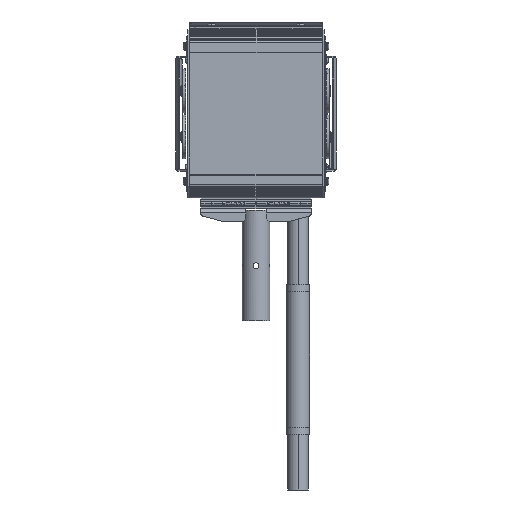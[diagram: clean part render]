
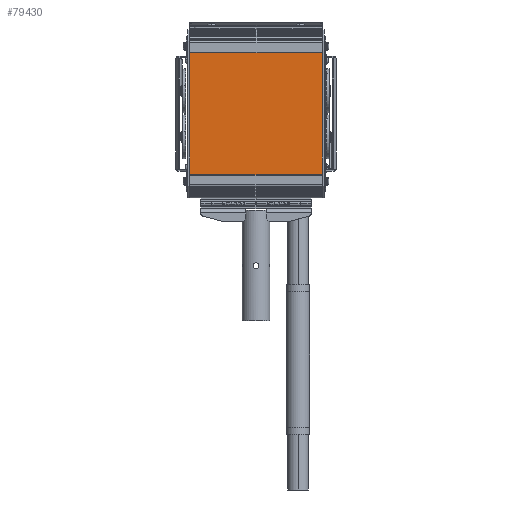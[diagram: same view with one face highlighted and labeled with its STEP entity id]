
A CAD part, front view. The second image highlights one B-rep face of the part: STEP entity #79430.
In plain terms, the highlighted planar face has unit normal (0, -1, 0).
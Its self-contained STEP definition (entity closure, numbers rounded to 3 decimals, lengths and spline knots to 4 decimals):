
#316 = CARTESIAN_POINT ( 'NONE',  ( -2.9975, -1.72, 3. ) ) ;
#6292 = VECTOR ( 'NONE', #64908, 39.3701 ) ;
#9090 = CARTESIAN_POINT ( 'NONE',  ( 3.0025, -1.72, -3. ) ) ;
#10854 = DIRECTION ( 'NONE',  ( 0., 1., 0. ) ) ;
#14211 = CARTESIAN_POINT ( 'NONE',  ( 0.0025, -1.72, 3. ) ) ;
#14430 = CARTESIAN_POINT ( 'NONE',  ( 0.0025, -1.72, -3. ) ) ;
#14603 = FACE_OUTER_BOUND ( 'NONE', #18898, .T. ) ;
#15894 = EDGE_CURVE ( 'NONE', #72565, #56387, #40904, .T. ) ;
#17923 = EDGE_CURVE ( 'NONE', #56387, #24285, #68239, .T. ) ;
#18898 = EDGE_LOOP ( 'NONE', ( #55148, #62489, #48036, #57791 ) ) ;
#20670 = CARTESIAN_POINT ( 'NONE',  ( -2.9975, -1.72, -3. ) ) ;
#21934 = DIRECTION ( 'NONE',  ( 0., 0., -1. ) ) ;
#23009 = LINE ( 'NONE', #33498, #6292 ) ;
#24285 = VERTEX_POINT ( 'NONE', #9090 ) ;
#26252 = VECTOR ( 'NONE', #33463, 39.3701 ) ;
#29582 = PLANE ( 'NONE',  #46904 ) ;
#32013 = CARTESIAN_POINT ( 'NONE',  ( 3.0025, -1.72, 3. ) ) ;
#32704 = VECTOR ( 'NONE', #21934, 39.3701 ) ;
#33248 = DIRECTION ( 'NONE',  ( 1., 0., 0. ) ) ;
#33463 = DIRECTION ( 'NONE',  ( 1., 0., 0. ) ) ;
#33498 = CARTESIAN_POINT ( 'NONE',  ( -2.9975, -1.72, 0. ) ) ;
#39993 = EDGE_CURVE ( 'NONE', #72565, #62499, #23009, .T. ) ;
#40904 = LINE ( 'NONE', #14211, #53650 ) ;
#45047 = LINE ( 'NONE', #14430, #26252 ) ;
#46904 = AXIS2_PLACEMENT_3D ( 'NONE', #48617, #10854, #54944 ) ;
#48036 = ORIENTED_EDGE ( 'NONE', *, *, #59974, .T. ) ;
#48617 = CARTESIAN_POINT ( 'NONE',  ( 0.0025, -1.72, 0. ) ) ;
#53650 = VECTOR ( 'NONE', #33248, 39.3701 ) ;
#54944 = DIRECTION ( 'NONE',  ( 0., 0., 1. ) ) ;
#55148 = ORIENTED_EDGE ( 'NONE', *, *, #15894, .F. ) ;
#56387 = VERTEX_POINT ( 'NONE', #32013 ) ;
#57791 = ORIENTED_EDGE ( 'NONE', *, *, #17923, .F. ) ;
#59974 = EDGE_CURVE ( 'NONE', #62499, #24285, #45047, .T. ) ;
#62489 = ORIENTED_EDGE ( 'NONE', *, *, #39993, .T. ) ;
#62499 = VERTEX_POINT ( 'NONE', #20670 ) ;
#64908 = DIRECTION ( 'NONE',  ( 0., 0., -1. ) ) ;
#65778 = CARTESIAN_POINT ( 'NONE',  ( 3.0025, -1.72, 0. ) ) ;
#68239 = LINE ( 'NONE', #65778, #32704 ) ;
#72565 = VERTEX_POINT ( 'NONE', #316 ) ;
#79430 = ADVANCED_FACE ( 'NONE', ( #14603 ), #29582, .F. ) ;
